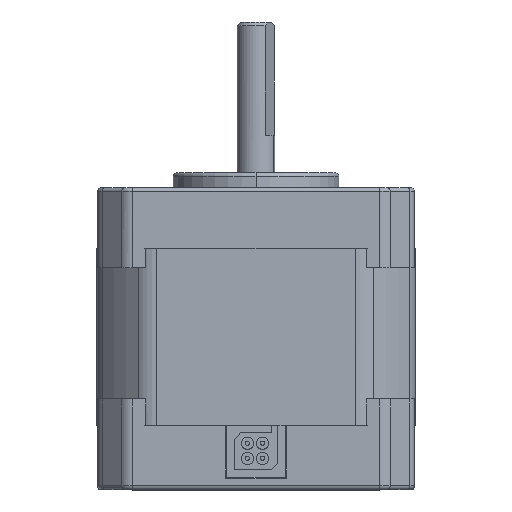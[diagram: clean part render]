
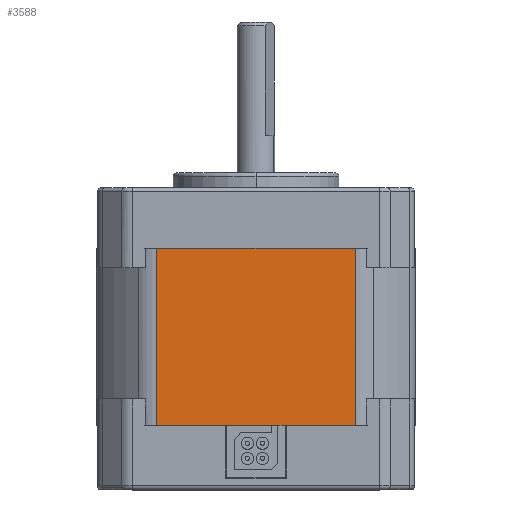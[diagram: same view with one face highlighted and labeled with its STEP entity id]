
A CAD part, top view. The second image highlights one B-rep face of the part: STEP entity #3588.
In plain terms, the highlighted planar face has unit normal (0, 0, 1).
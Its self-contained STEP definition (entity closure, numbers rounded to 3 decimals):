
#3027=CARTESIAN_POINT('Vertex',(-13.132,32.,21.15)) ;
#3030=CARTESIAN_POINT('Line Origine',(0.,32.,21.15)) ;
#3034=CARTESIAN_POINT('Vertex',(13.132,32.,21.15)) ;
#3334=CARTESIAN_POINT('Vertex',(13.132,8.5,21.15)) ;
#3337=CARTESIAN_POINT('Line Origine',(0.,8.5,21.15)) ;
#3341=CARTESIAN_POINT('Vertex',(-13.132,8.5,21.15)) ;
#3560=CARTESIAN_POINT('Line Origine',(-13.132,32.,21.15)) ;
#3572=CARTESIAN_POINT('Axis2P3D Location',(-14.424,32.,21.15)) ;
#3577=CARTESIAN_POINT('Line Origine',(13.132,20.25,21.15)) ;
#3031=DIRECTION('Vector Direction',(1.,0.,0.)) ;
#3338=DIRECTION('Vector Direction',(1.,0.,0.)) ;
#3561=DIRECTION('Vector Direction',(0.,-1.,0.)) ;
#3573=DIRECTION('Axis2P3D Direction',(0.,0.,-1.)) ;
#3574=DIRECTION('Axis2P3D XDirection',(-1.,0.,0.)) ;
#3578=DIRECTION('Vector Direction',(0.,1.,0.)) ;
#3575=AXIS2_PLACEMENT_3D('Plane Axis2P3D',#3572,#3573,#3574) ;
#3583=ORIENTED_EDGE('',*,*,#3343,.T.) ;
#3584=ORIENTED_EDGE('',*,*,#3581,.T.) ;
#3585=ORIENTED_EDGE('',*,*,#3036,.F.) ;
#3586=ORIENTED_EDGE('',*,*,#3564,.T.) ;
#3032=VECTOR('Line Direction',#3031,1.) ;
#3339=VECTOR('Line Direction',#3338,1.) ;
#3562=VECTOR('Line Direction',#3561,1.) ;
#3579=VECTOR('Line Direction',#3578,1.) ;
#3588=ADVANCED_FACE('Middle',(#3587),#3576,.F.) ;
#3036=EDGE_CURVE('',#3028,#3035,#3033,.T.) ;
#3343=EDGE_CURVE('',#3342,#3335,#3340,.T.) ;
#3564=EDGE_CURVE('',#3028,#3342,#3563,.T.) ;
#3581=EDGE_CURVE('',#3335,#3035,#3580,.T.) ;
#3582=EDGE_LOOP('',(#3583,#3584,#3585,#3586)) ;
#3587=FACE_OUTER_BOUND('',#3582,.T.) ;
#3033=LINE('Line',#3030,#3032) ;
#3340=LINE('Line',#3337,#3339) ;
#3563=LINE('Line',#3560,#3562) ;
#3580=LINE('Line',#3577,#3579) ;
#3576=PLANE('',#3575) ;
#3028=VERTEX_POINT('',#3027) ;
#3035=VERTEX_POINT('',#3034) ;
#3335=VERTEX_POINT('',#3334) ;
#3342=VERTEX_POINT('',#3341) ;
